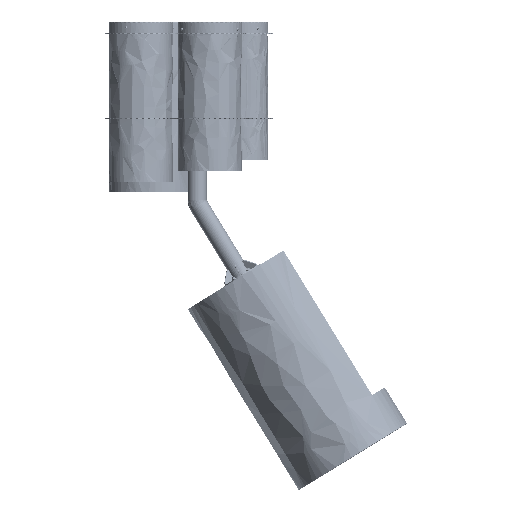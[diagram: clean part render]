
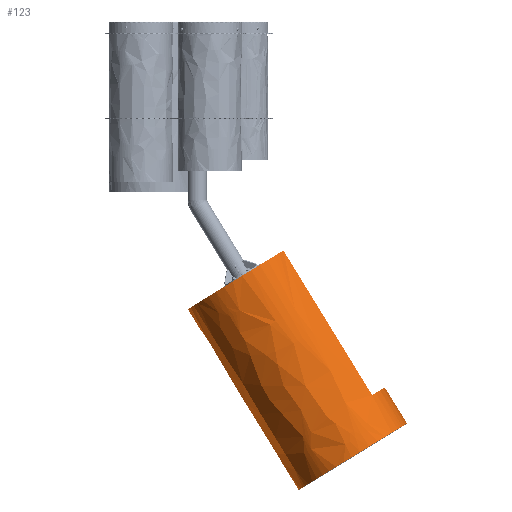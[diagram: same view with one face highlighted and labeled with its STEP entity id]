
A CAD part, left-side view. The second image highlights one B-rep face of the part: STEP entity #123.
In plain terms, the highlighted free-form (B-spline) face has degree [2, 1] with [9, 2] control points.
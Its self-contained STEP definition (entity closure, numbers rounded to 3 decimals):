
#24 = VERTEX_POINT('',#25);
#25 = CARTESIAN_POINT('',(193.338,-496.097,
    -1817.98));
#38 = VERTEX_POINT('',#39);
#39 = CARTESIAN_POINT('',(196.482,-50.382,
    -1091.607));
#44 = EDGE_CURVE('',#24,#38,#45,.T.);
#45 = B_SPLINE_CURVE_WITH_KNOTS('',1,(#46,#47),.UNSPECIFIED.,.F.,.F.,(2,
    2),(-800.,0.),.PIECEWISE_BEZIER_KNOTS.);
#46 = CARTESIAN_POINT('',(193.338,-496.097,
    -1817.98));
#47 = CARTESIAN_POINT('',(196.482,-50.382,
    -1091.607));
#58 = VERTEX_POINT('',#59);
#59 = CARTESIAN_POINT('',(717.438,-261.072,
    -1964.462));
#64 = EDGE_CURVE('',#65,#58,#67,.T.);
#65 = VERTEX_POINT('',#66);
#66 = CARTESIAN_POINT('',(720.581,184.642,
    -1238.089));
#67 = B_SPLINE_CURVE_WITH_KNOTS('',1,(#68,#69),.UNSPECIFIED.,.F.,.F.,(2,
    2),(0.,800.),.PIECEWISE_BEZIER_KNOTS.);
#68 = CARTESIAN_POINT('',(720.581,184.642,
    -1238.089));
#69 = CARTESIAN_POINT('',(717.438,-261.072,
    -1964.462));
#87 = EDGE_CURVE('',#65,#38,#88,.T.);
#88 = ( BOUNDED_CURVE() B_SPLINE_CURVE(2,(#89,#90,#91,#92,#93),
.UNSPECIFIED.,.F.,.F.) B_SPLINE_CURVE_WITH_KNOTS((3,2,3),(5.413
,7.367,9.321),.PIECEWISE_BEZIER_KNOTS.) CURVE() 
GEOMETRIC_REPRESENTATION_ITEM() RATIONAL_B_SPLINE_CURVE((1.,
0.559,1.,0.559,1.)) REPRESENTATION_ITEM('') );
#89 = CARTESIAN_POINT('',(720.581,184.642,
    -1238.089));
#90 = CARTESIAN_POINT('',(672.032,586.19,
    -1484.276));
#91 = CARTESIAN_POINT('',(253.381,398.453,
    -1367.265));
#92 = CARTESIAN_POINT('',(-165.271,210.715,
    -1250.254));
#93 = CARTESIAN_POINT('',(196.482,-50.382,
    -1091.607));
#105 = EDGE_CURVE('',#24,#106,#108,.T.);
#106 = VERTEX_POINT('',#107);
#107 = CARTESIAN_POINT('',(219.652,-513.183,
    -1807.609));
#108 = ( BOUNDED_CURVE() B_SPLINE_CURVE(2,(#109,#110,#111),
.UNSPECIFIED.,.F.,.F.) B_SPLINE_CURVE_WITH_KNOTS((3,3),(3.038,
3.142),.PIECEWISE_BEZIER_KNOTS.) CURVE() 
GEOMETRIC_REPRESENTATION_ITEM() RATIONAL_B_SPLINE_CURVE((1.,
0.999,1.)) REPRESENTATION_ITEM('') );
#109 = CARTESIAN_POINT('',(193.338,-496.097,
    -1817.98));
#110 = CARTESIAN_POINT('',(205.978,-505.219,
    -1812.437));
#111 = CARTESIAN_POINT('',(219.652,-513.183,
    -1807.609));
#113 = EDGE_CURVE('',#106,#58,#114,.T.);
#114 = ( BOUNDED_CURVE() B_SPLINE_CURVE(2,(#115,#116,#117),
.UNSPECIFIED.,.F.,.F.) B_SPLINE_CURVE_WITH_KNOTS((3,3),(3.142,
5.413),.PIECEWISE_BEZIER_KNOTS.) CURVE() 
GEOMETRIC_REPRESENTATION_ITEM() RATIONAL_B_SPLINE_CURVE((1.,
0.422,1.)) REPRESENTATION_ITEM('') );
#115 = CARTESIAN_POINT('',(219.652,-513.183,
    -1807.609));
#116 = CARTESIAN_POINT('',(787.933,-844.14,
    -1606.987));
#117 = CARTESIAN_POINT('',(717.438,-261.072,
    -1964.462));
#123 = ADVANCED_FACE('',(#124),#149,.T.);
#124 = FACE_BOUND('',#125,.T.);
#125 = EDGE_LOOP('',(#126,#138,#143,#144,#145,#146,#147,#148));
#126 = ORIENTED_EDGE('',*,*,#127,.F.);
#127 = EDGE_CURVE('',#128,#128,#130,.T.);
#128 = VERTEX_POINT('',#129);
#129 = CARTESIAN_POINT('',(218.866,-624.611,
    -1989.202));
#130 = ( BOUNDED_CURVE() B_SPLINE_CURVE(2,(#131,#132,#133,#134,#135,#136
,#137),.UNSPECIFIED.,.T.,.F.) B_SPLINE_CURVE_WITH_KNOTS((3,2,2,3),(
    3.142,5.236,7.33,9.425),
.PIECEWISE_BEZIER_KNOTS.) CURVE() GEOMETRIC_REPRESENTATION_ITEM() 
RATIONAL_B_SPLINE_CURVE((1.,0.5,1.,0.5,1.,0.5,1.)) REPRESENTATION_ITEM(
  '') );
#131 = CARTESIAN_POINT('',(218.866,-624.611,
    -1989.202));
#132 = CARTESIAN_POINT('',(-238.649,-358.162,
    -2150.72));
#133 = CARTESIAN_POINT('',(259.94,-154.195,
    -2278.035));
#134 = CARTESIAN_POINT('',(758.529,49.772,
    -2405.351));
#135 = CARTESIAN_POINT('',(717.455,-420.644,
    -2116.518));
#136 = CARTESIAN_POINT('',(676.381,-891.06,
    -1827.685));
#137 = CARTESIAN_POINT('',(218.866,-624.611,
    -1989.202));
#138 = ORIENTED_EDGE('',*,*,#139,.T.);
#139 = EDGE_CURVE('',#128,#106,#140,.T.);
#140 = B_SPLINE_CURVE_WITH_KNOTS('',1,(#141,#142),.UNSPECIFIED.,.F.,.F.,
  (2,2),(-200.,0.),.PIECEWISE_BEZIER_KNOTS.);
#141 = CARTESIAN_POINT('',(218.866,-624.611,
    -1989.202));
#142 = CARTESIAN_POINT('',(219.652,-513.183,
    -1807.609));
#143 = ORIENTED_EDGE('',*,*,#105,.F.);
#144 = ORIENTED_EDGE('',*,*,#44,.T.);
#145 = ORIENTED_EDGE('',*,*,#87,.F.);
#146 = ORIENTED_EDGE('',*,*,#64,.T.);
#147 = ORIENTED_EDGE('',*,*,#113,.F.);
#148 = ORIENTED_EDGE('',*,*,#139,.F.);
#149 = ( BOUNDED_SURFACE() B_SPLINE_SURFACE(2,1,(
    (#150,#151)
    ,(#152,#153)
    ,(#154,#155)
    ,(#156,#157)
    ,(#158,#159)
    ,(#160,#161)
    ,(#162,#163)
    ,(#164,#165)
,(#166,#167
    )),.UNSPECIFIED.,.T.,.F.,.F.) B_SPLINE_SURFACE_WITH_KNOTS((3,2,2,2,3
    ),(2,2),(-3.142,-2.094,0.,2.094,
    3.142),(-800.,200.),.UNSPECIFIED.) 
GEOMETRIC_REPRESENTATION_ITEM() RATIONAL_B_SPLINE_SURFACE((
    (0.75,0.75)
    ,(0.75,0.75)
    ,(1.,1.)
    ,(0.5,0.5)
    ,(1.,1.)
    ,(0.5,0.5)
    ,(1.,1.)
    ,(0.75,0.75)
,(0.75,0.75))) REPRESENTATION_ITEM('') SURFACE() );
#150 = CARTESIAN_POINT('',(222.795,-67.468,
    -1081.236));
#151 = CARTESIAN_POINT('',(218.866,-624.611,
    -1989.202));
#152 = CARTESIAN_POINT('',(70.29,21.348,
    -1135.075));
#153 = CARTESIAN_POINT('',(66.361,-535.795,
    -2043.042));
#154 = CARTESIAN_POINT('',(83.982,178.153,
    -1231.353));
#155 = CARTESIAN_POINT('',(80.052,-378.989,
    -2139.319));
#156 = CARTESIAN_POINT('',(125.056,648.57,
    -1520.186));
#157 = CARTESIAN_POINT('',(121.127,91.427,
    -2428.152));
#158 = CARTESIAN_POINT('',(582.571,382.121,
    -1358.668));
#159 = CARTESIAN_POINT('',(578.642,-175.022,
    -2266.635));
#160 = CARTESIAN_POINT('',(1040.086,115.671,
    -1197.151));
#161 = CARTESIAN_POINT('',(1036.157,-441.471,
    -2105.117));
#162 = CARTESIAN_POINT('',(541.497,-88.296,
    -1069.835));
#163 = CARTESIAN_POINT('',(537.567,-645.438,
    -1977.802));
#164 = CARTESIAN_POINT('',(375.3,-156.285,
    -1027.397));
#165 = CARTESIAN_POINT('',(371.371,-713.428,
    -1935.363));
#166 = CARTESIAN_POINT('',(222.795,-67.468,
    -1081.236));
#167 = CARTESIAN_POINT('',(218.866,-624.611,
    -1989.202));
